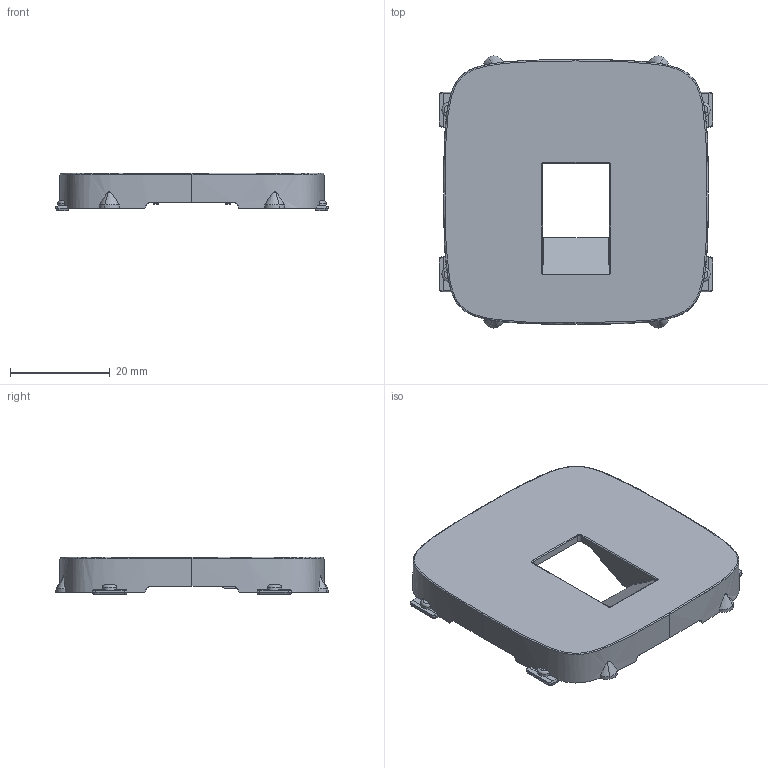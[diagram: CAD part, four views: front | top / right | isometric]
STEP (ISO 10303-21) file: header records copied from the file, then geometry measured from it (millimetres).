
FILE_DESCRIPTION(('CATIA V5 STEP Exchange','CAx-IF Rec.Pracs.--- Model Styling and Organization---1.4--- 2014-01-23'),'2;1');
FILE_NAME('755365_AllCATPart.stp','2020-02-25T08:55:50+00:00',('none'),('none'),'CATIA Version 5-6 Release 2017 SP3','CATIA V5 STEP AP214','none');
FILE_SCHEMA(('AUTOMOTIVE_DESIGN { 1 0 10303 214 1 1 1 1 }'));
Products named in the file (1): 755365_AllCATPart
Bounding box: 54.8 x 54.6 x 7.6 mm (x, y, z)
Volume: 5206.9 mm3; surface area: 7618.2 mm2
Topology: 1 solids, 1 shells, 1347 faces, 3848 edges, 2543 vertices
Faces by surface type: plane 1134, bspline 75, cylinder 62, extrusion 36, cone 32, torus 8
Entity records: 50574 total; most frequent: CARTESIAN_POINT 17353, ORIENTED_EDGE 7696, DIRECTION 4813, EDGE_CURVE 3848, VECTOR 2553, VERTEX_POINT 2543, LINE 2517, EDGE_LOOP 1389
